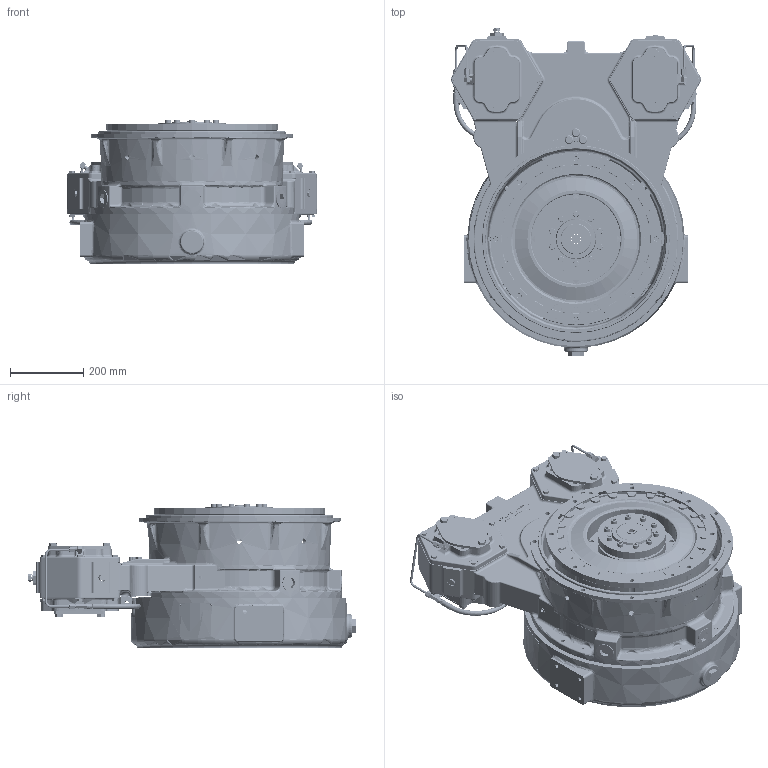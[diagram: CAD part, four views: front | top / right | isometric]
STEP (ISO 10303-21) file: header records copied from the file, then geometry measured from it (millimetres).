
FILE_DESCRIPTION (( 'STEP AP214' ), '1' );
FILE_NAME ('1026868D.STEP', '2018-07-23T19:35:51', ( '' ), ( '' ), 'SwSTEP 2.0', 'SolidWorks 2015', '' );
FILE_SCHEMA (( 'AUTOMOTIVE_DESIGN' ));
Length unit declared in the file: millimetre
Products named in the file (1): 1026868D
Bounding box: 682.5 x 896.54 x 394.34 mm (x, y, z)
Surface area: 3173150.2 mm2 (no closed solid volume)
Topology: 0 solids, 243 shells, 3447 faces, 11199 edges, 7596 vertices
Faces by surface type: plane 1250, cylinder 1019, torus 469, bspline 431, cone 242, sphere 36
Entity records: 198256 total; most frequent: CARTESIAN_POINT 67715, DIRECTION 19004, ORIENTED_EDGE 17724, EDGE_CURVE 11131, VERTEX_POINT 7591, AXIS2_PLACEMENT_3D 7403, CIRCLE 4386, LINE 4198
